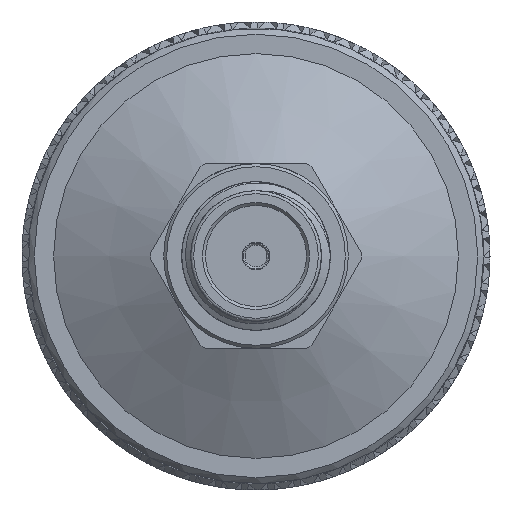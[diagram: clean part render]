
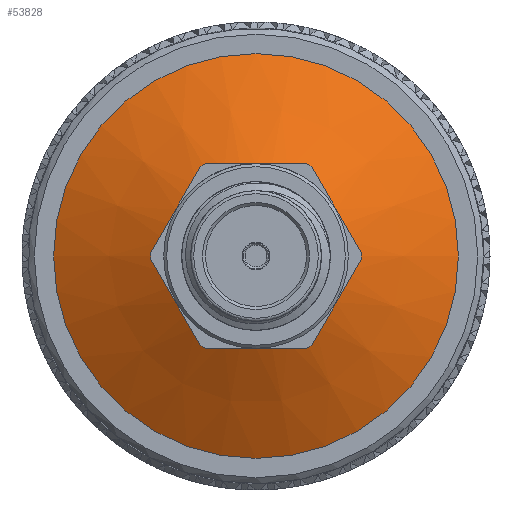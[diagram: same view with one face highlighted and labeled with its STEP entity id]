
A CAD part, left-side view. The second image highlights one B-rep face of the part: STEP entity #53828.
In plain terms, the highlighted conical face has half-angle 61.53 degrees and reference radius 3.943 mm.
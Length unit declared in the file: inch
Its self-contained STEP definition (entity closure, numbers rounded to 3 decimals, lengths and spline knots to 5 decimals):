
#3596 = AXIS2_PLACEMENT_3D ( 'NONE', #90169, #82222, #74814 ) ;
#8571 = CONICAL_SURFACE ( 'NONE', #27648, 0.15524, 1.074 ) ;
#8899 = EDGE_CURVE ( 'NONE', #25336, #25336, #46395, .T. ) ;
#12892 = FACE_OUTER_BOUND ( 'NONE', #84114, .T. ) ;
#15144 = EDGE_CURVE ( 'NONE', #16875, #16875, #87842, .T. ) ;
#16875 = VERTEX_POINT ( 'NONE', #47147 ) ;
#18261 = DIRECTION ( 'NONE',  ( 0., 1., 0. ) ) ;
#18895 = DIRECTION ( 'NONE',  ( 0., 1., 0. ) ) ;
#24081 = EDGE_LOOP ( 'NONE', ( #51221 ) ) ;
#25336 = VERTEX_POINT ( 'NONE', #34251 ) ;
#27648 = AXIS2_PLACEMENT_3D ( 'NONE', #86426, #56615, #18895 ) ;
#34251 = CARTESIAN_POINT ( 'NONE',  ( 0.93972, 0.34053, 0. ) ) ;
#46395 = CIRCLE ( 'NONE', #3596, 0.34053 ) ;
#47147 = CARTESIAN_POINT ( 'NONE',  ( 0.83924, 0.15524, 0. ) ) ;
#50592 = FACE_BOUND ( 'NONE', #24081, .T. ) ;
#51221 = ORIENTED_EDGE ( 'NONE', *, *, #15144, .T. ) ;
#52557 = ORIENTED_EDGE ( 'NONE', *, *, #8899, .F. ) ;
#53828 = ADVANCED_FACE ( 'NONE', ( #50592, #12892 ), #8571, .T. ) ;
#56615 = DIRECTION ( 'NONE',  ( 1., 0., 0. ) ) ;
#74814 = DIRECTION ( 'NONE',  ( 0., 1., 0. ) ) ;
#76719 = AXIS2_PLACEMENT_3D ( 'NONE', #86293, #93712, #18261 ) ;
#82222 = DIRECTION ( 'NONE',  ( 1., 0., 0. ) ) ;
#84114 = EDGE_LOOP ( 'NONE', ( #52557 ) ) ;
#86293 = CARTESIAN_POINT ( 'NONE',  ( 0.83924, 0., 0. ) ) ;
#86426 = CARTESIAN_POINT ( 'NONE',  ( 0.83924, 0., 0. ) ) ;
#87842 = CIRCLE ( 'NONE', #76719, 0.15524 ) ;
#90169 = CARTESIAN_POINT ( 'NONE',  ( 0.93972, 0., 0. ) ) ;
#93712 = DIRECTION ( 'NONE',  ( 1., 0., 0. ) ) ;
